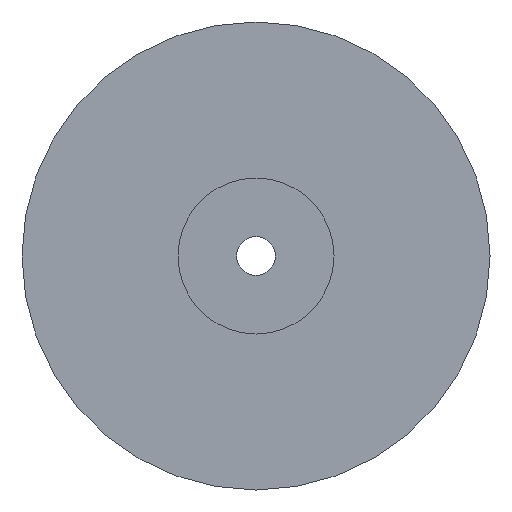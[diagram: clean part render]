
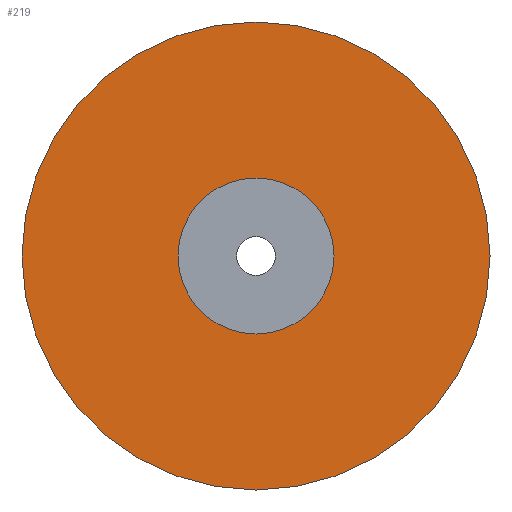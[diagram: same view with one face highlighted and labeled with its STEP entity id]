
A CAD part, front view. The second image highlights one B-rep face of the part: STEP entity #219.
In plain terms, the highlighted planar face has unit normal (0, -1, 0).
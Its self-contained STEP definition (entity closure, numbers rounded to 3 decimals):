
#72=FACE_BOUND('',#96,.T.);
#81=FACE_OUTER_BOUND('',#95,.T.);
#95=EDGE_LOOP('',(#188));
#96=EDGE_LOOP('',(#189));
#114=CIRCLE('',#313,11.);
#116=CIRCLE('',#317,33.);
#134=VERTEX_POINT('',#439);
#136=VERTEX_POINT('',#447);
#151=EDGE_CURVE('',#134,#134,#114,.T.);
#155=EDGE_CURVE('',#136,#136,#116,.T.);
#188=ORIENTED_EDGE('',*,*,#155,.T.);
#189=ORIENTED_EDGE('',*,*,#151,.T.);
#210=PLANE('',#316);
#219=ADVANCED_FACE('',(#81,#72),#210,.F.);
#313=AXIS2_PLACEMENT_3D('',#440,#365,#366);
#316=AXIS2_PLACEMENT_3D('',#446,#373,#374);
#317=AXIS2_PLACEMENT_3D('',#448,#375,#376);
#365=DIRECTION('center_axis',(0.,1.,0.));
#366=DIRECTION('ref_axis',(1.,0.,0.));
#373=DIRECTION('center_axis',(0.,1.,0.));
#374=DIRECTION('ref_axis',(0.,0.,1.));
#375=DIRECTION('center_axis',(0.,-1.,0.));
#376=DIRECTION('ref_axis',(1.,0.,0.));
#439=CARTESIAN_POINT('',(-11.,-4.25,0.));
#440=CARTESIAN_POINT('Origin',(0.,-4.25,0.));
#446=CARTESIAN_POINT('Origin',(0.,-4.25,0.));
#447=CARTESIAN_POINT('',(-33.,-4.25,0.));
#448=CARTESIAN_POINT('Origin',(0.,-4.25,0.));
